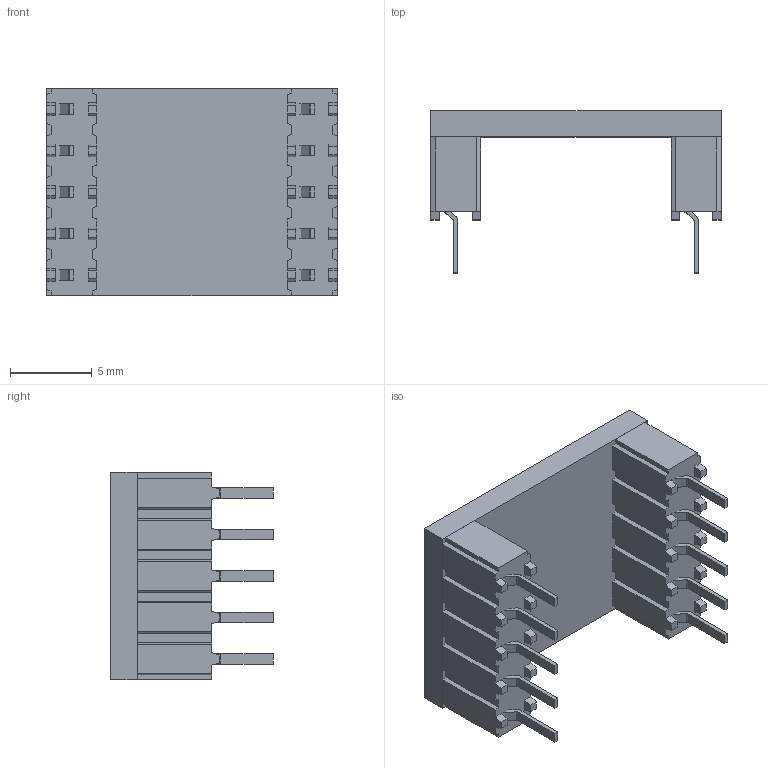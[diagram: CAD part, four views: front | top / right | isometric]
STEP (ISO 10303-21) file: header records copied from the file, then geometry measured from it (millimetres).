
FILE_DESCRIPTION (( 'STEP AP214' ), '1' );
FILE_NAME ('IMU214.STEP', '2016-03-05T21:19:09', ( '' ), ( '' ), 'SwSTEP 2.0', 'SolidWorks 2014', '' );
FILE_SCHEMA (( 'AUTOMOTIVE_DESIGN' ));
Length unit declared in the file: inch
Products named in the file (6): Part3^IMU; CES-105-01-S-S; IMU214
Assembly tree (3 placements, depth 2):
  Part3^IMU
  CES-105-01-S-S
  CES-105-01-S-S
  IMU214
    Part3^IMU
    CES-105-01-S-S  x2
Bounding box: 17.78 x 9.93 x 12.7 mm (x, y, z)
Volume: 361.3 mm3; surface area: 1221.1 mm2
Topology: 1 solids, 13 shells, 298 faces, 866 edges, 584 vertices
Faces by surface type: plane 278, cylinder 20
Entity records: 7014 total; most frequent: CARTESIAN_POINT 895, ORIENTED_EDGE 828, DIRECTION 779, EDGE_CURVE 439, VECTOR 419, LINE 419, VERTEX_POINT 296, AXIS2_PLACEMENT_3D 180
